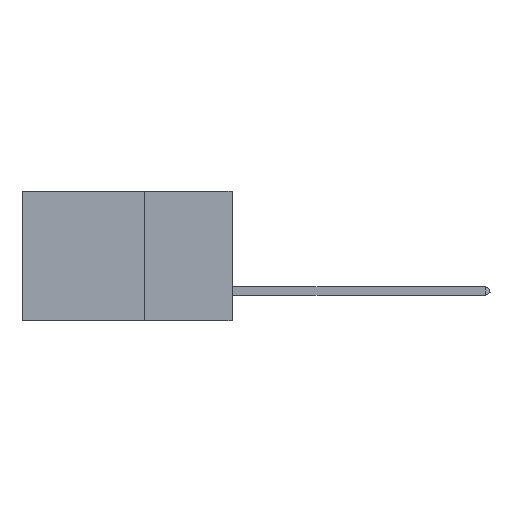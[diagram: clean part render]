
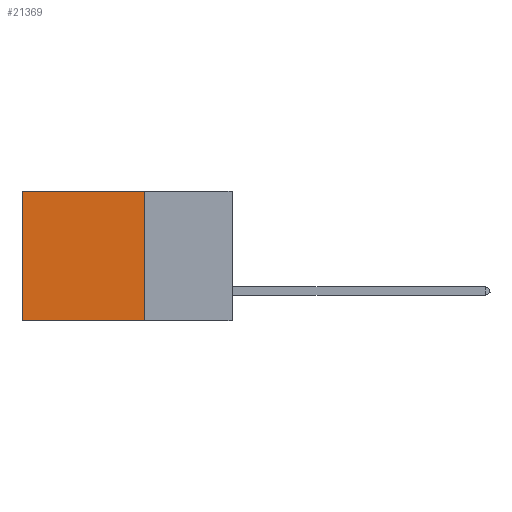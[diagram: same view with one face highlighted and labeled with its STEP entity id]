
A CAD part, left-side view. The second image highlights one B-rep face of the part: STEP entity #21369.
In plain terms, the highlighted planar face has unit normal (-1, 0, 0).
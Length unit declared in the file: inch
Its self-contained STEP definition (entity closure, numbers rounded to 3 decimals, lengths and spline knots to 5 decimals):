
#844 = VERTEX_POINT ( 'NONE', #7140 ) ;
#2020 = PLANE ( 'NONE',  #16413 ) ;
#2735 = EDGE_LOOP ( 'NONE', ( #40630, #4197, #17989, #39875 ) ) ;
#4197 = ORIENTED_EDGE ( 'NONE', *, *, #38852, .F. ) ;
#5049 = CARTESIAN_POINT ( 'NONE',  ( 0.2875, 0.25, 0. ) ) ;
#6731 = DIRECTION ( 'NONE',  ( 0., 0., -1. ) ) ;
#7140 = CARTESIAN_POINT ( 'NONE',  ( 0.2875, 0.25, -0.37 ) ) ;
#8597 = DIRECTION ( 'NONE',  ( 0., 1., 0. ) ) ;
#9972 = CARTESIAN_POINT ( 'NONE',  ( 0.2875, 0.6, 0. ) ) ;
#10584 = DIRECTION ( 'NONE',  ( 0., 1., 0. ) ) ;
#11658 = VERTEX_POINT ( 'NONE', #24468 ) ;
#12469 = VERTEX_POINT ( 'NONE', #31918 ) ;
#13263 = DIRECTION ( 'NONE',  ( 0., 0., -1. ) ) ;
#13766 = VERTEX_POINT ( 'NONE', #20733 ) ;
#14044 = EDGE_CURVE ( 'NONE', #11658, #844, #35040, .T. ) ;
#16413 = AXIS2_PLACEMENT_3D ( 'NONE', #21033, #28084, #13263 ) ;
#16744 = VECTOR ( 'NONE', #6731, 39.37008 ) ;
#16939 = EDGE_CURVE ( 'NONE', #11658, #13766, #18760, .T. ) ;
#17989 = ORIENTED_EDGE ( 'NONE', *, *, #14044, .F. ) ;
#18760 = LINE ( 'NONE', #5049, #25124 ) ;
#20344 = FACE_OUTER_BOUND ( 'NONE', #2735, .T. ) ;
#20733 = CARTESIAN_POINT ( 'NONE',  ( 0.2875, 0.6, 0. ) ) ;
#21033 = CARTESIAN_POINT ( 'NONE',  ( 0.2875, 0.25, 0. ) ) ;
#21369 = ADVANCED_FACE ( 'NONE', ( #20344 ), #2020, .F. ) ;
#24468 = CARTESIAN_POINT ( 'NONE',  ( 0.2875, 0.25, 0. ) ) ;
#25036 = VECTOR ( 'NONE', #41211, 39.37008 ) ;
#25124 = VECTOR ( 'NONE', #8597, 39.37008 ) ;
#28084 = DIRECTION ( 'NONE',  ( 1., 0., 0. ) ) ;
#31918 = CARTESIAN_POINT ( 'NONE',  ( 0.2875, 0.6, -0.37 ) ) ;
#33391 = CARTESIAN_POINT ( 'NONE',  ( 0.2875, 0.25, 0. ) ) ;
#34274 = LINE ( 'NONE', #9972, #16744 ) ;
#34973 = LINE ( 'NONE', #40797, #41361 ) ;
#35040 = LINE ( 'NONE', #33391, #25036 ) ;
#38852 = EDGE_CURVE ( 'NONE', #844, #12469, #34973, .T. ) ;
#39875 = ORIENTED_EDGE ( 'NONE', *, *, #16939, .T. ) ;
#40630 = ORIENTED_EDGE ( 'NONE', *, *, #42049, .T. ) ;
#40797 = CARTESIAN_POINT ( 'NONE',  ( 0.2875, 0.25, -0.37 ) ) ;
#41211 = DIRECTION ( 'NONE',  ( 0., 0., -1. ) ) ;
#41361 = VECTOR ( 'NONE', #10584, 39.37008 ) ;
#42049 = EDGE_CURVE ( 'NONE', #13766, #12469, #34274, .T. ) ;
